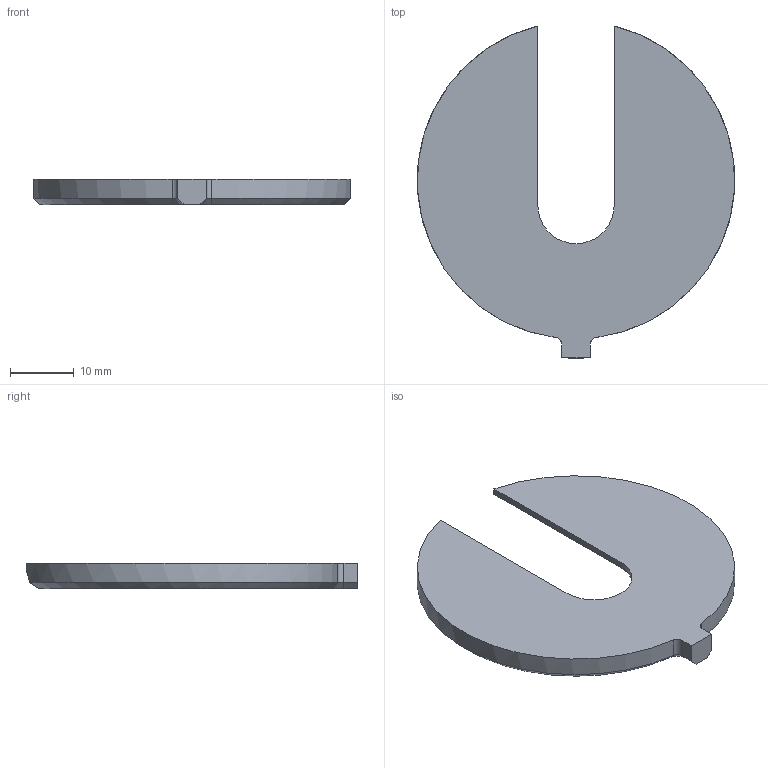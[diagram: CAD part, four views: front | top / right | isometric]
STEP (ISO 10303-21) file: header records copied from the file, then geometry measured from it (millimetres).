
FILE_DESCRIPTION(('CATIA V5 STEP','CAx-IF Rec.Pracs.--- Model Styling and Organization---1.2---2011-12-15'),'2;1');
FILE_NAME('Plaque scie à ruban_v2.stp','2020-06-04T13:55:19+00:00',('none'),('none'),'CATIA Version 5-6 Release 2014 SP4 HF109','CATIA V5 STEP AP214','none');
FILE_SCHEMA(('AUTOMOTIVE_DESIGN { 1 0 10303 214 1 1 1 1 }'));
Length unit declared in the file: millimetre
Products named in the file (1): Part1
Bounding box: 49.91 x 52.27 x 4 mm (x, y, z)
Volume: 5882.6 mm3; surface area: 3833.5 mm2
Topology: 1 solids, 1 shells, 21 faces, 51 edges, 32 vertices
Faces by surface type: plane 11, cylinder 5, cone 5
Entity records: 622 total; most frequent: CARTESIAN_POINT 117, ORIENTED_EDGE 102, DIRECTION 89, EDGE_CURVE 51, AXIS2_PLACEMENT_3D 37, VECTOR 32, LINE 32, VERTEX_POINT 32
